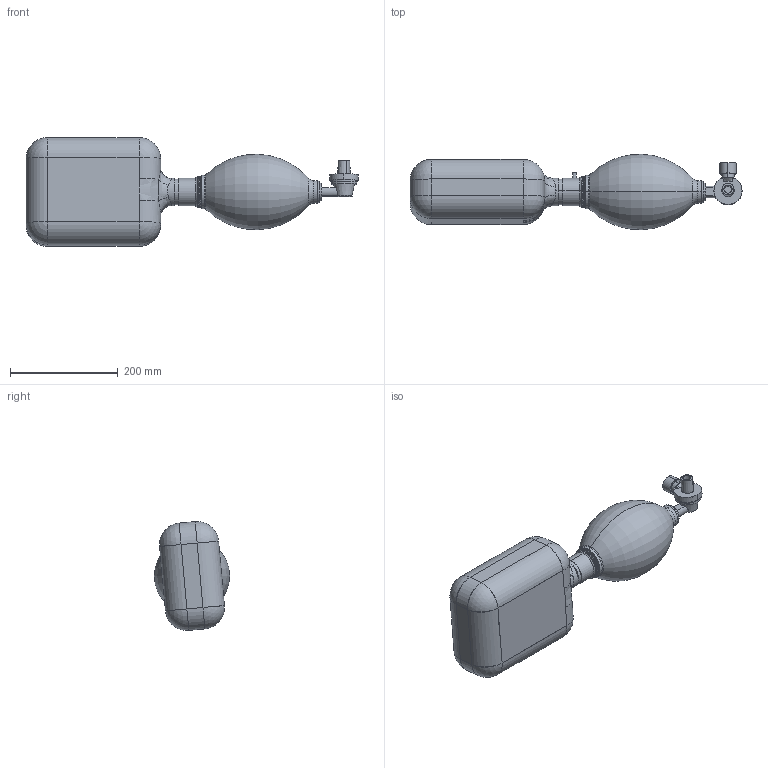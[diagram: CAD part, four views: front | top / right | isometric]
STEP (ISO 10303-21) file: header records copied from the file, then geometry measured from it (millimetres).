
FILE_DESCRIPTION (( 'STEP AP203' ), '1' );
FILE_NAME ('ENSAMBLE AMBU.STEP', '2020-03-30T20:01:18', ( '' ), ( '' ), 'SwSTEP 2.0', 'SolidWorks 2018', '' );
FILE_SCHEMA (( 'CONFIG_CONTROL_DESIGN' ));
Length unit declared in the file: millimetre
Products named in the file (9): AMBU 9; AMBU 3; AMBU 6; AMBU 2; AMBU 7; AMBU 5; AMBU; ENSAMBLE AMBU; AMBU 4
Assembly tree (8 placements, depth 2):
  ENSAMBLE AMBU
    AMBU
    AMBU 2
    AMBU 3
    AMBU 4
    AMBU 5
    AMBU 6
    AMBU 7
    AMBU 9
Bounding box: 616.21 x 139.84 x 201.95 mm (x, y, z)
Volume: 481202.2 mm3; surface area: 547957.1 mm2
Topology: 8 solids, 8 shells, 479 faces, 1244 edges, 783 vertices
Faces by surface type: cylinder 220, plane 164, torus 43, bspline 24, sphere 16, cone 12
Entity records: 19304 total; most frequent: CARTESIAN_POINT 6365, DIRECTION 2637, ORIENTED_EDGE 2456, EDGE_CURVE 1228, AXIS2_PLACEMENT_3D 1037, VERTEX_POINT 783, CIRCLE 571, VECTOR 563
